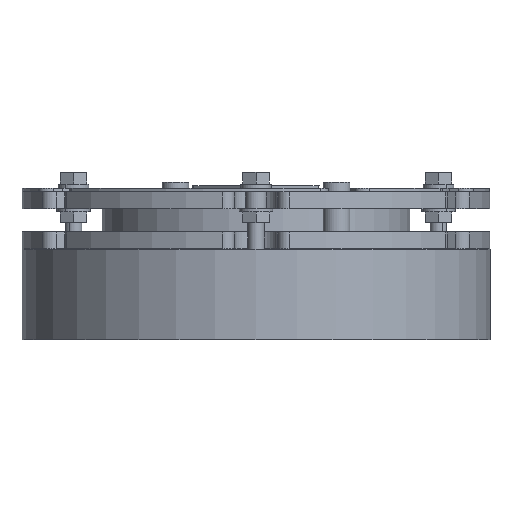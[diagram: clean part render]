
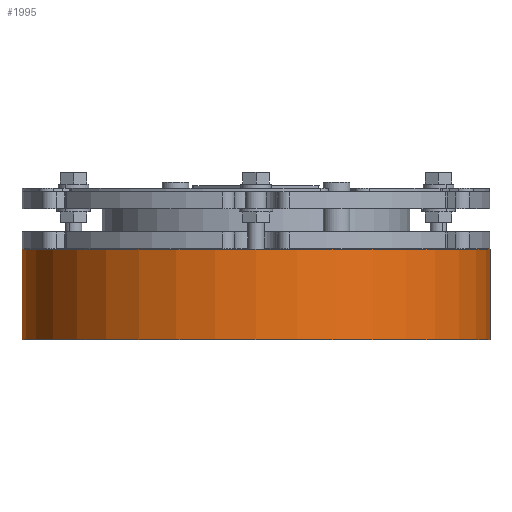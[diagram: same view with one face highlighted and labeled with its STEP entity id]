
A CAD part, front view. The second image highlights one B-rep face of the part: STEP entity #1995.
In plain terms, the highlighted cylindrical face has radius 70 mm (diameter 140 mm), a partial arc.
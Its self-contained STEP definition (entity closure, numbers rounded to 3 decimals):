
#65 = DIRECTION ( 'NONE',  ( -1., 0., 0. ) ) ;
#207 = CARTESIAN_POINT ( 'NONE',  ( -70., 0., 0. ) ) ;
#378 = ORIENTED_EDGE ( 'NONE', *, *, #3863, .T. ) ;
#520 = VERTEX_POINT ( 'NONE', #8951 ) ;
#630 = AXIS2_PLACEMENT_3D ( 'NONE', #8928, #4531, #65 ) ;
#828 = CARTESIAN_POINT ( 'NONE',  ( 70., 0., 27. ) ) ;
#1139 = DIRECTION ( 'NONE',  ( 0., 0., -1. ) ) ;
#1181 = CYLINDRICAL_SURFACE ( 'NONE', #2225, 70. ) ;
#1609 = VERTEX_POINT ( 'NONE', #2322 ) ;
#1871 = VERTEX_POINT ( 'NONE', #2432 ) ;
#1995 = ADVANCED_FACE ( 'NONE', ( #3773 ), #1181, .T. ) ;
#2111 = CARTESIAN_POINT ( 'NONE',  ( 0., 0., 27. ) ) ;
#2225 = AXIS2_PLACEMENT_3D ( 'NONE', #4098, #1139, #4810 ) ;
#2322 = CARTESIAN_POINT ( 'NONE',  ( -70., 0., 27. ) ) ;
#2432 = CARTESIAN_POINT ( 'NONE',  ( -70., 0., 0. ) ) ;
#2470 = EDGE_CURVE ( 'NONE', #4933, #520, #4341, .T. ) ;
#2795 = LINE ( 'NONE', #207, #8423 ) ;
#2921 = EDGE_CURVE ( 'NONE', #4933, #1609, #8206, .T. ) ;
#3244 = DIRECTION ( 'NONE',  ( 0., 0., -1. ) ) ;
#3773 = FACE_OUTER_BOUND ( 'NONE', #5494, .T. ) ;
#3863 = EDGE_CURVE ( 'NONE', #1609, #1871, #2795, .T. ) ;
#3978 = AXIS2_PLACEMENT_3D ( 'NONE', #2111, #5789, #7860 ) ;
#4098 = CARTESIAN_POINT ( 'NONE',  ( 0., 0., 0. ) ) ;
#4341 = LINE ( 'NONE', #6081, #7763 ) ;
#4531 = DIRECTION ( 'NONE',  ( 0., 0., -1. ) ) ;
#4810 = DIRECTION ( 'NONE',  ( -1., 0., 0. ) ) ;
#4915 = EDGE_CURVE ( 'NONE', #520, #1871, #7599, .T. ) ;
#4933 = VERTEX_POINT ( 'NONE', #828 ) ;
#5145 = ORIENTED_EDGE ( 'NONE', *, *, #2921, .T. ) ;
#5494 = EDGE_LOOP ( 'NONE', ( #5765, #5145, #378, #7184 ) ) ;
#5765 = ORIENTED_EDGE ( 'NONE', *, *, #2470, .F. ) ;
#5789 = DIRECTION ( 'NONE',  ( 0., 0., -1. ) ) ;
#6081 = CARTESIAN_POINT ( 'NONE',  ( 70., 0., 0. ) ) ;
#7184 = ORIENTED_EDGE ( 'NONE', *, *, #4915, .F. ) ;
#7517 = DIRECTION ( 'NONE',  ( 0., 0., -1. ) ) ;
#7599 = CIRCLE ( 'NONE', #630, 70. ) ;
#7763 = VECTOR ( 'NONE', #7517, 1000. ) ;
#7860 = DIRECTION ( 'NONE',  ( -1., 0., 0. ) ) ;
#8206 = CIRCLE ( 'NONE', #3978, 70. ) ;
#8423 = VECTOR ( 'NONE', #3244, 1000. ) ;
#8928 = CARTESIAN_POINT ( 'NONE',  ( 0., 0., 0. ) ) ;
#8951 = CARTESIAN_POINT ( 'NONE',  ( 70., 0., 0. ) ) ;
